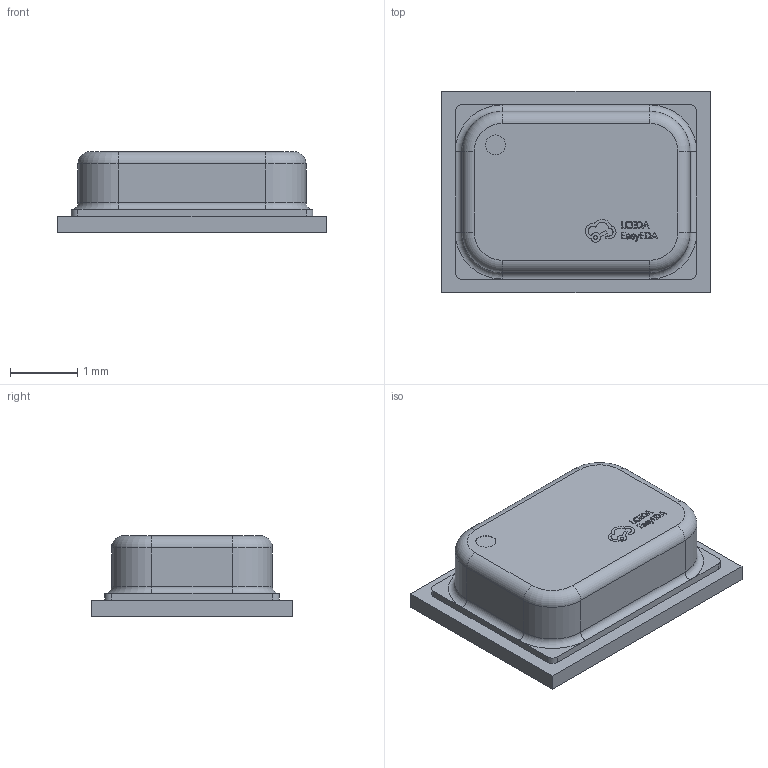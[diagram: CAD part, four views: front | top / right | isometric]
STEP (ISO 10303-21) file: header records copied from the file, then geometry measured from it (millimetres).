
FILE_DESCRIPTION (( 'STEP AP214' ), '1' );
FILE_NAME ('LGA-16_L4.0-W3.0-H1.2-P0.50-TL.step', '2022-07-04T13:24:49', ( '' ), ( '' ), 'SwSTEP 2.0', 'SolidWorks 2020', '' );
FILE_SCHEMA (( 'AUTOMOTIVE_DESIGN' ));
Length unit declared in the file: millimetre
Products named in the file (1): LGA-16_L4.0-W3.0-H1.2-P0.50-TL
Bounding box: 4 x 3 x 1.2 mm (x, y, z)
Volume: 10.5 mm3; surface area: 55.1 mm2
Topology: 2 solids, 2 shells, 346 faces, 938 edges, 639 vertices
Faces by surface type: plane 208, bspline 112, cylinder 18, torus 8
Entity records: 15211 total; most frequent: CARTESIAN_POINT 4028, ORIENTED_EDGE 1876, DIRECTION 1224, EDGE_CURVE 938, VECTOR 666, LINE 666, VERTEX_POINT 639, EDGE_LOOP 389
